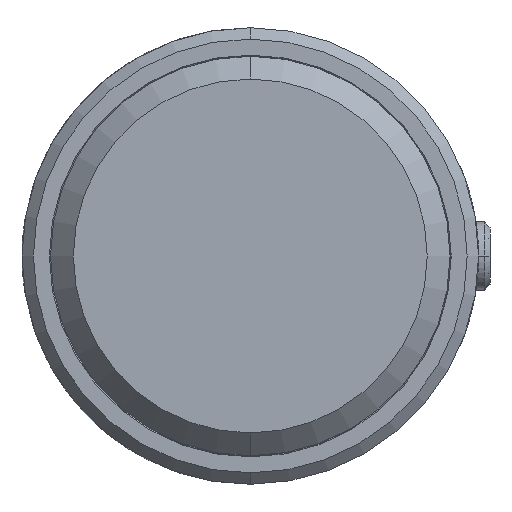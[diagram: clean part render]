
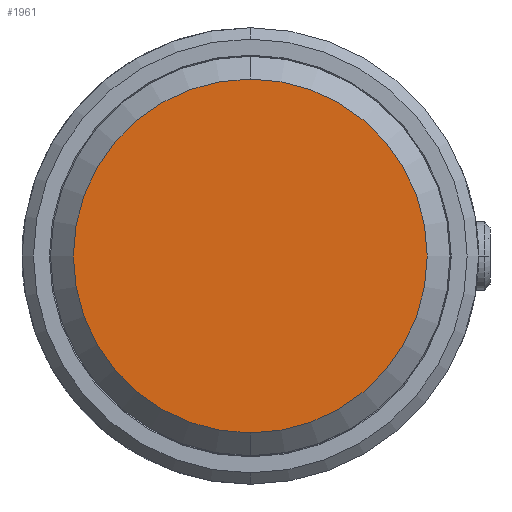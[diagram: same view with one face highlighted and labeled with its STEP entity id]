
A CAD part, front view. The second image highlights one B-rep face of the part: STEP entity #1961.
In plain terms, the highlighted planar face has unit normal (0, -1, 0).
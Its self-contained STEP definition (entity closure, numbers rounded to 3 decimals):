
#158 = DIRECTION ( 'NONE',  ( 0., 0., 1. ) ) ;
#167 = DIRECTION ( 'NONE',  ( 0., -1., 0. ) ) ;
#175 = CARTESIAN_POINT ( 'NONE',  ( 0., -39., 0. ) ) ;
#340 = VERTEX_POINT ( 'NONE', #1520 ) ;
#421 = FACE_OUTER_BOUND ( 'NONE', #2804, .T. ) ;
#833 = CIRCLE ( 'NONE', #1120, 15.5 ) ;
#912 = AXIS2_PLACEMENT_3D ( 'NONE', #2497, #2346, #2301 ) ;
#1120 = AXIS2_PLACEMENT_3D ( 'NONE', #1943, #1925, #1920 ) ;
#1274 = AXIS2_PLACEMENT_3D ( 'NONE', #175, #167, #158 ) ;
#1400 = EDGE_CURVE ( 'NONE', #340, #1555, #1477, .T. ) ;
#1477 = CIRCLE ( 'NONE', #1274, 15.5 ) ;
#1520 = CARTESIAN_POINT ( 'NONE',  ( 0., -39., 15.5 ) ) ;
#1555 = VERTEX_POINT ( 'NONE', #2407 ) ;
#1568 = EDGE_CURVE ( 'NONE', #1555, #340, #833, .T. ) ;
#1861 = ORIENTED_EDGE ( 'NONE', *, *, #1400, .T. ) ;
#1920 = DIRECTION ( 'NONE',  ( 0., 0., 1. ) ) ;
#1925 = DIRECTION ( 'NONE',  ( 0., -1., 0. ) ) ;
#1943 = CARTESIAN_POINT ( 'NONE',  ( 0., -39., 0. ) ) ;
#1961 = ADVANCED_FACE ( 'NONE', ( #421 ), #2535, .T. ) ;
#2000 = ORIENTED_EDGE ( 'NONE', *, *, #1568, .T. ) ;
#2301 = DIRECTION ( 'NONE',  ( 0., 0., 1. ) ) ;
#2346 = DIRECTION ( 'NONE',  ( 0., -1., 0. ) ) ;
#2407 = CARTESIAN_POINT ( 'NONE',  ( 0., -39., -15.5 ) ) ;
#2497 = CARTESIAN_POINT ( 'NONE',  ( 0., -39., 0. ) ) ;
#2535 = PLANE ( 'NONE',  #912 ) ;
#2804 = EDGE_LOOP ( 'NONE', ( #2000, #1861 ) ) ;
